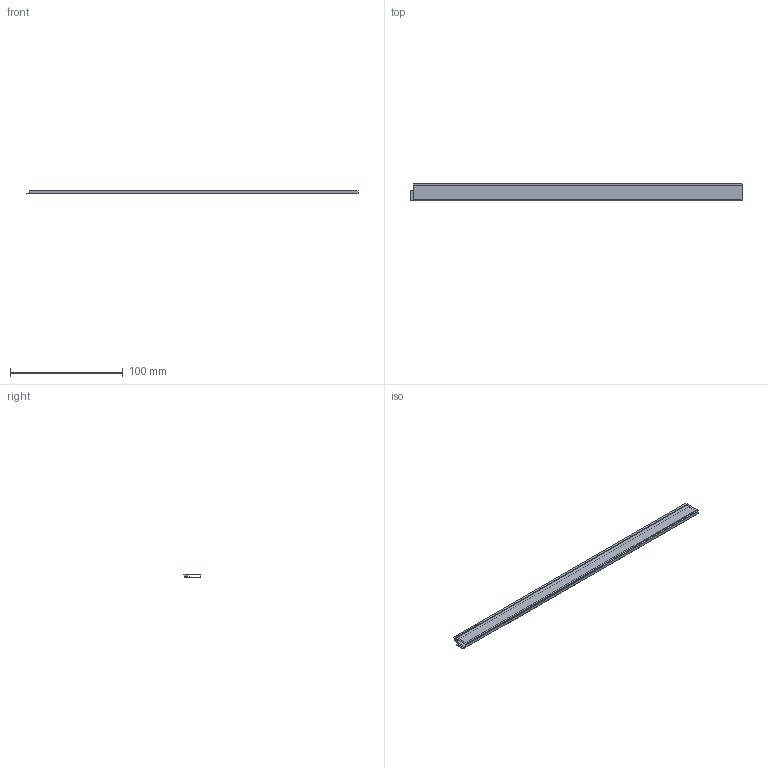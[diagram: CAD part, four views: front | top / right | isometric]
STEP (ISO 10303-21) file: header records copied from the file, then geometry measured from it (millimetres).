
FILE_DESCRIPTION (( 'STEP AP214' ), '1' );
FILE_NAME ('NNAMC2881Px01-xxxxxx.STEP', '2017-02-20T08:21:01', ( '' ), ( '' ), 'SwSTEP 2.0', 'SolidWorks 2016', '' );
FILE_SCHEMA (( 'AUTOMOTIVE_DESIGN' ));
Length unit declared in the file: millimetre
Products named in the file (7): 17_4832; 16_4800_41v; 16_4802_41v 90 degree; NNAMC2881Px01-xxxxxx; 16_4801_41v; 16_4296_41v; 17_4818_41v
Assembly tree (13 placements, depth 3):
  NNAMC2881Px01-xxxxxx
    16_4296_41v
    16_4802_41v 90 degree
      16_4800_41v
      16_4801_41v
      17_4818_41v
    17_4832  x8
Bounding box: 295 x 15.45 x 3.51 mm (x, y, z)
Volume: 5299.4 mm3; surface area: 28431.5 mm2
Topology: 12 solids, 12 shells, 129 faces, 291 edges, 190 vertices
Faces by surface type: plane 103, cylinder 26
Entity records: 2835 total; most frequent: CARTESIAN_POINT 499, DIRECTION 433, ORIENTED_EDGE 414, EDGE_CURVE 207, LINE 153, VECTOR 153, AXIS2_PLACEMENT_3D 140, VERTEX_POINT 134
